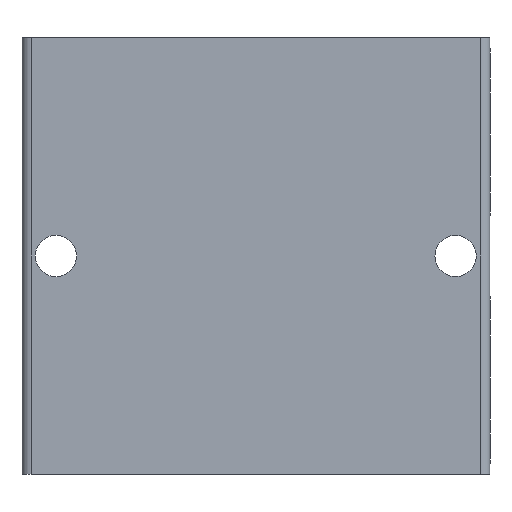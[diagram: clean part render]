
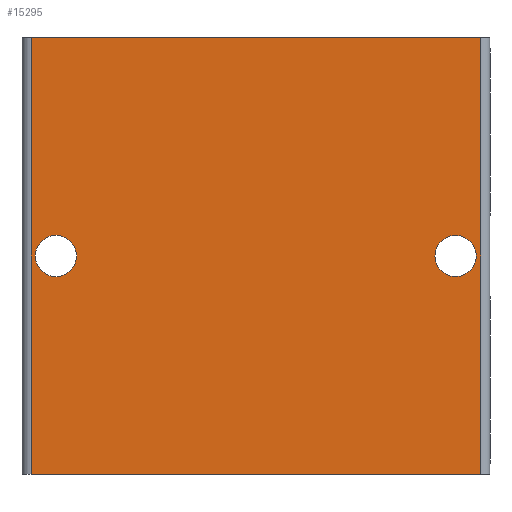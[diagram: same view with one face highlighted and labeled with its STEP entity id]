
A CAD part, front view. The second image highlights one B-rep face of the part: STEP entity #15295.
In plain terms, the highlighted planar face has unit normal (0, -1, 0).
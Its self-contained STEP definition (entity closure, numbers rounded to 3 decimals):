
#411 = DIRECTION ( 'NONE',  ( 0., 1., 0. ) ) ;
#776 = DIRECTION ( 'NONE',  ( -1., 0., 0. ) ) ;
#787 = PLANE ( 'NONE',  #8252 ) ;
#859 = CARTESIAN_POINT ( 'NONE',  ( -42.15, -21.35, 0. ) ) ;
#976 = DIRECTION ( 'NONE',  ( -1., 0., 0. ) ) ;
#1142 = EDGE_CURVE ( 'NONE', #9402, #24641, #6572, .T. ) ;
#1412 = LINE ( 'NONE', #10905, #10579 ) ;
#2179 = DIRECTION ( 'NONE',  ( 1., 0., 0. ) ) ;
#2249 = VERTEX_POINT ( 'NONE', #17386 ) ;
#2533 = AXIS2_PLACEMENT_3D ( 'NONE', #16866, #411, #4724 ) ;
#3134 = EDGE_CURVE ( 'NONE', #24641, #9402, #21055, .T. ) ;
#3420 = EDGE_CURVE ( 'NONE', #18658, #5882, #1412, .T. ) ;
#4010 = ORIENTED_EDGE ( 'NONE', *, *, #3420, .F. ) ;
#4448 = CARTESIAN_POINT ( 'NONE',  ( 47.3, -21.35, 46. ) ) ;
#4724 = DIRECTION ( 'NONE',  ( -1., 0., 0. ) ) ;
#4784 = EDGE_CURVE ( 'NONE', #24249, #2249, #24825, .T. ) ;
#5857 = FACE_BOUND ( 'NONE', #24700, .T. ) ;
#5882 = VERTEX_POINT ( 'NONE', #19033 ) ;
#6386 = ORIENTED_EDGE ( 'NONE', *, *, #10929, .T. ) ;
#6572 = CIRCLE ( 'NONE', #8656, 4.35 ) ;
#7056 = CARTESIAN_POINT ( 'NONE',  ( -49.3, -21.35, 46. ) ) ;
#7214 = DIRECTION ( 'NONE',  ( 0., 1., 0. ) ) ;
#7262 = EDGE_CURVE ( 'NONE', #13346, #18094, #20985, .T. ) ;
#7344 = AXIS2_PLACEMENT_3D ( 'NONE', #19403, #7214, #19555 ) ;
#7990 = VECTOR ( 'NONE', #2179, 1000. ) ;
#8017 = ORIENTED_EDGE ( 'NONE', *, *, #24520, .T. ) ;
#8094 = FACE_OUTER_BOUND ( 'NONE', #12894, .T. ) ;
#8252 = AXIS2_PLACEMENT_3D ( 'NONE', #7056, #13083, #976 ) ;
#8391 = FACE_BOUND ( 'NONE', #20383, .T. ) ;
#8656 = AXIS2_PLACEMENT_3D ( 'NONE', #25474, #9392, #23611 ) ;
#9392 = DIRECTION ( 'NONE',  ( 0., 1., 0. ) ) ;
#9402 = VERTEX_POINT ( 'NONE', #22844 ) ;
#9763 = ORIENTED_EDGE ( 'NONE', *, *, #3134, .T. ) ;
#10579 = VECTOR ( 'NONE', #12681, 1000. ) ;
#10905 = CARTESIAN_POINT ( 'NONE',  ( -49.3, -21.35, 46. ) ) ;
#10929 = EDGE_CURVE ( 'NONE', #18094, #13346, #14443, .T. ) ;
#11459 = AXIS2_PLACEMENT_3D ( 'NONE', #859, #17153, #776 ) ;
#12681 = DIRECTION ( 'NONE',  ( 1., 0., 0. ) ) ;
#12894 = EDGE_LOOP ( 'NONE', ( #22875, #14374, #4010, #8017 ) ) ;
#13083 = DIRECTION ( 'NONE',  ( 0., 1., 0. ) ) ;
#13346 = VERTEX_POINT ( 'NONE', #18449 ) ;
#14208 = CARTESIAN_POINT ( 'NONE',  ( -49.3, -21.35, -46. ) ) ;
#14326 = LINE ( 'NONE', #20826, #18778 ) ;
#14374 = ORIENTED_EDGE ( 'NONE', *, *, #19932, .T. ) ;
#14443 = CIRCLE ( 'NONE', #2533, 4.35 ) ;
#14828 = VECTOR ( 'NONE', #20341, 1000. ) ;
#15295 = ADVANCED_FACE ( 'NONE', ( #8391, #5857, #8094 ), #787, .F. ) ;
#16866 = CARTESIAN_POINT ( 'NONE',  ( -42.15, -21.35, 0. ) ) ;
#17153 = DIRECTION ( 'NONE',  ( 0., 1., 0. ) ) ;
#17386 = CARTESIAN_POINT ( 'NONE',  ( 47.3, -21.35, -46. ) ) ;
#17484 = CARTESIAN_POINT ( 'NONE',  ( -47.3, -21.35, -46. ) ) ;
#17834 = CARTESIAN_POINT ( 'NONE',  ( -47.3, -21.35, 46. ) ) ;
#18094 = VERTEX_POINT ( 'NONE', #19022 ) ;
#18449 = CARTESIAN_POINT ( 'NONE',  ( -37.8, -21.35, 0. ) ) ;
#18658 = VERTEX_POINT ( 'NONE', #17834 ) ;
#18778 = VECTOR ( 'NONE', #24828, 1000. ) ;
#18936 = ORIENTED_EDGE ( 'NONE', *, *, #1142, .T. ) ;
#19022 = CARTESIAN_POINT ( 'NONE',  ( -46.5, -21.35, 0. ) ) ;
#19033 = CARTESIAN_POINT ( 'NONE',  ( 47.3, -21.35, 46. ) ) ;
#19403 = CARTESIAN_POINT ( 'NONE',  ( 42.05, -21.35, 0. ) ) ;
#19555 = DIRECTION ( 'NONE',  ( -1., 0., 0. ) ) ;
#19932 = EDGE_CURVE ( 'NONE', #2249, #5882, #20254, .T. ) ;
#20254 = LINE ( 'NONE', #4448, #14828 ) ;
#20341 = DIRECTION ( 'NONE',  ( 0., 0., 1. ) ) ;
#20383 = EDGE_LOOP ( 'NONE', ( #9763, #18936 ) ) ;
#20826 = CARTESIAN_POINT ( 'NONE',  ( -47.3, -21.35, 46. ) ) ;
#20985 = CIRCLE ( 'NONE', #11459, 4.35 ) ;
#21055 = CIRCLE ( 'NONE', #7344, 4.35 ) ;
#22844 = CARTESIAN_POINT ( 'NONE',  ( 46.4, -21.35, 0. ) ) ;
#22875 = ORIENTED_EDGE ( 'NONE', *, *, #4784, .T. ) ;
#23441 = ORIENTED_EDGE ( 'NONE', *, *, #7262, .T. ) ;
#23611 = DIRECTION ( 'NONE',  ( -1., 0., 0. ) ) ;
#24249 = VERTEX_POINT ( 'NONE', #17484 ) ;
#24520 = EDGE_CURVE ( 'NONE', #18658, #24249, #14326, .T. ) ;
#24641 = VERTEX_POINT ( 'NONE', #25247 ) ;
#24700 = EDGE_LOOP ( 'NONE', ( #6386, #23441 ) ) ;
#24825 = LINE ( 'NONE', #14208, #7990 ) ;
#24828 = DIRECTION ( 'NONE',  ( 0., 0., -1. ) ) ;
#25247 = CARTESIAN_POINT ( 'NONE',  ( 37.7, -21.35, 0. ) ) ;
#25474 = CARTESIAN_POINT ( 'NONE',  ( 42.05, -21.35, 0. ) ) ;
